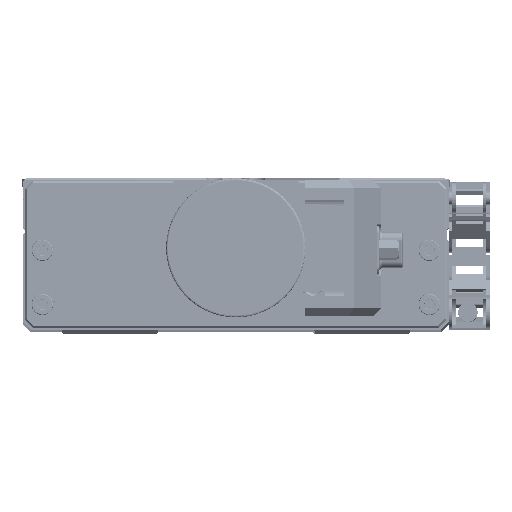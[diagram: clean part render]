
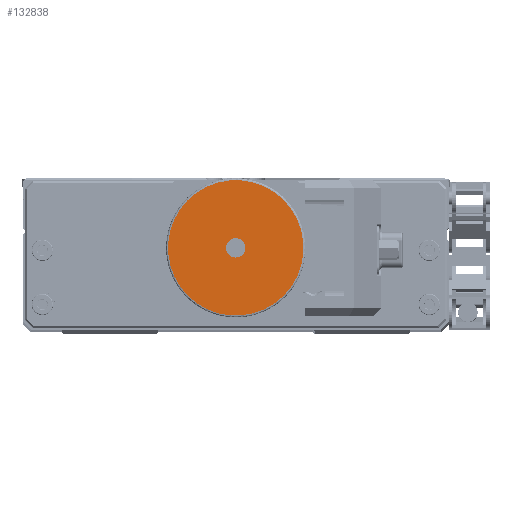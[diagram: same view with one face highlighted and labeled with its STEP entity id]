
A CAD part, top view. The second image highlights one B-rep face of the part: STEP entity #132838.
In plain terms, the highlighted face is planar.
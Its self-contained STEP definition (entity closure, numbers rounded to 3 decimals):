
#363 = CIRCLE ( 'NONE', #86386, 2.5 ) ;
#1652 = FACE_BOUND ( 'NONE', #134505, .T. ) ;
#2479 = AXIS2_PLACEMENT_3D ( 'NONE', #134652, #76119, #41348 ) ;
#5674 = DIRECTION ( 'NONE',  ( -1., 0., 0. ) ) ;
#10381 = AXIS2_PLACEMENT_3D ( 'NONE', #17190, #5674, #110390 ) ;
#12513 = ORIENTED_EDGE ( 'NONE', *, *, #53154, .T. ) ;
#17190 = CARTESIAN_POINT ( 'NONE',  ( -15., 0., 0. ) ) ;
#26144 = DIRECTION ( 'NONE',  ( -1., 0., 0. ) ) ;
#36571 = AXIS2_PLACEMENT_3D ( 'NONE', #86282, #26144, #74725 ) ;
#36978 = CARTESIAN_POINT ( 'NONE',  ( -15., 0., 17.5 ) ) ;
#36986 = CARTESIAN_POINT ( 'NONE',  ( -15., 0., -2.5 ) ) ;
#41123 = CIRCLE ( 'NONE', #134670, 2.5 ) ;
#41348 = DIRECTION ( 'NONE',  ( 0., 0., 1. ) ) ;
#47785 = CARTESIAN_POINT ( 'NONE',  ( -15., 0., 0. ) ) ;
#48512 = PLANE ( 'NONE',  #36571 ) ;
#53154 = EDGE_CURVE ( 'NONE', #65928, #136247, #363, .T. ) ;
#55052 = EDGE_CURVE ( 'NONE', #136247, #65928, #41123, .T. ) ;
#60469 = EDGE_LOOP ( 'NONE', ( #150148, #142348 ) ) ;
#65928 = VERTEX_POINT ( 'NONE', #89102 ) ;
#74725 = DIRECTION ( 'NONE',  ( 0., 0., 1. ) ) ;
#76119 = DIRECTION ( 'NONE',  ( -1., 0., 0. ) ) ;
#78751 = DIRECTION ( 'NONE',  ( 1., 0., 0. ) ) ;
#80484 = EDGE_CURVE ( 'NONE', #83100, #87298, #108220, .T. ) ;
#81349 = CARTESIAN_POINT ( 'NONE',  ( -15., 0., -17.5 ) ) ;
#83100 = VERTEX_POINT ( 'NONE', #36978 ) ;
#83304 = DIRECTION ( 'NONE',  ( 1., 0., 0. ) ) ;
#86282 = CARTESIAN_POINT ( 'NONE',  ( -15., 0., 8.75 ) ) ;
#86386 = AXIS2_PLACEMENT_3D ( 'NONE', #47785, #83304, #93367 ) ;
#87298 = VERTEX_POINT ( 'NONE', #81349 ) ;
#89102 = CARTESIAN_POINT ( 'NONE',  ( -15., 0., 2.5 ) ) ;
#91842 = CARTESIAN_POINT ( 'NONE',  ( -15., 0., 0. ) ) ;
#93367 = DIRECTION ( 'NONE',  ( 0., 0., -1. ) ) ;
#108220 = CIRCLE ( 'NONE', #2479, 17.5 ) ;
#110390 = DIRECTION ( 'NONE',  ( 0., 0., 1. ) ) ;
#123399 = ORIENTED_EDGE ( 'NONE', *, *, #55052, .T. ) ;
#127204 = DIRECTION ( 'NONE',  ( 0., 0., -1. ) ) ;
#130241 = FACE_OUTER_BOUND ( 'NONE', #60469, .T. ) ;
#132838 = ADVANCED_FACE ( 'NONE', ( #130241, #1652 ), #48512, .T. ) ;
#134505 = EDGE_LOOP ( 'NONE', ( #123399, #12513 ) ) ;
#134652 = CARTESIAN_POINT ( 'NONE',  ( -15., 0., 0. ) ) ;
#134670 = AXIS2_PLACEMENT_3D ( 'NONE', #91842, #78751, #127204 ) ;
#136247 = VERTEX_POINT ( 'NONE', #36986 ) ;
#138638 = EDGE_CURVE ( 'NONE', #87298, #83100, #150629, .T. ) ;
#142348 = ORIENTED_EDGE ( 'NONE', *, *, #138638, .T. ) ;
#150148 = ORIENTED_EDGE ( 'NONE', *, *, #80484, .T. ) ;
#150629 = CIRCLE ( 'NONE', #10381, 17.5 ) ;
